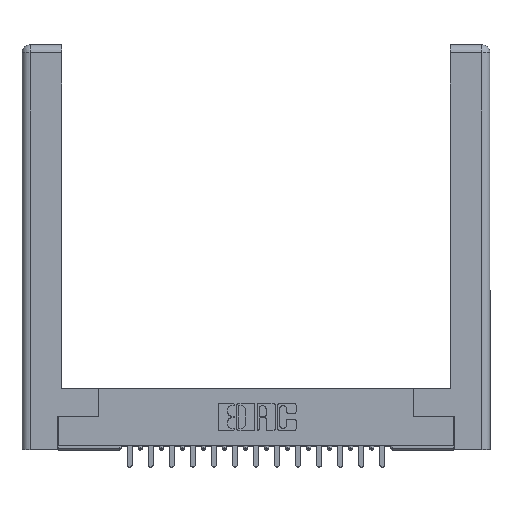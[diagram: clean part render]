
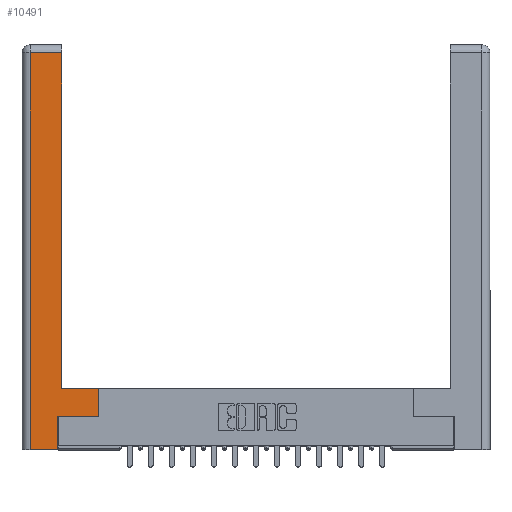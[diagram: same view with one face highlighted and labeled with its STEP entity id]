
A CAD part, top view. The second image highlights one B-rep face of the part: STEP entity #10491.
In plain terms, the highlighted planar face has unit normal (0, 0, 1).
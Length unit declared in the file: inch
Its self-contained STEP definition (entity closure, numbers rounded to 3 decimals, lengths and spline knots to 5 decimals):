
#219 = LINE ( 'NONE', #12959, #4062 ) ;
#386 = CARTESIAN_POINT ( 'NONE',  ( 0.265, 0., 0. ) ) ;
#389 = CARTESIAN_POINT ( 'NONE',  ( 0.0615, 0., 0. ) ) ;
#434 = CARTESIAN_POINT ( 'NONE',  ( 0.295, 0.45, 0. ) ) ;
#601 = LINE ( 'NONE', #11936, #15605 ) ;
#1088 = CARTESIAN_POINT ( 'NONE',  ( 0.565, 0.45, 0. ) ) ;
#1172 = DIRECTION ( 'NONE',  ( 0., 1., 0. ) ) ;
#1530 = LINE ( 'NONE', #389, #10609 ) ;
#1776 = EDGE_CURVE ( 'NONE', #10802, #12905, #17776, .T. ) ;
#2246 = EDGE_LOOP ( 'NONE', ( #13040, #7835, #15115, #2701, #9127, #15525, #13034, #15978 ) ) ;
#2344 = EDGE_CURVE ( 'NONE', #17310, #4103, #12711, .T. ) ;
#2701 = ORIENTED_EDGE ( 'NONE', *, *, #4641, .T. ) ;
#3092 = VECTOR ( 'NONE', #18304, 39.37008 ) ;
#3167 = PLANE ( 'NONE',  #10004 ) ;
#3770 = CARTESIAN_POINT ( 'NONE',  ( 0.0615, 2.94, 0. ) ) ;
#3790 = EDGE_CURVE ( 'NONE', #13163, #3808, #5277, .T. ) ;
#3808 = VERTEX_POINT ( 'NONE', #8463 ) ;
#4028 = VECTOR ( 'NONE', #12494, 39.37008 ) ;
#4062 = VECTOR ( 'NONE', #4958, 39.37008 ) ;
#4103 = VERTEX_POINT ( 'NONE', #434 ) ;
#4641 = EDGE_CURVE ( 'NONE', #6062, #15736, #13211, .T. ) ;
#4958 = DIRECTION ( 'NONE',  ( 0., 1., 0. ) ) ;
#5159 = VECTOR ( 'NONE', #9112, 39.37008 ) ;
#5277 = LINE ( 'NONE', #10993, #4028 ) ;
#5982 = DIRECTION ( 'NONE',  ( 1., 0., 0. ) ) ;
#6062 = VERTEX_POINT ( 'NONE', #17006 ) ;
#6290 = CARTESIAN_POINT ( 'NONE',  ( 0.265, 0.245, 0. ) ) ;
#6895 = EDGE_CURVE ( 'NONE', #4103, #10802, #601, .T. ) ;
#7263 = CARTESIAN_POINT ( 'NONE',  ( 0., 0., 0. ) ) ;
#7835 = ORIENTED_EDGE ( 'NONE', *, *, #1776, .T. ) ;
#8463 = CARTESIAN_POINT ( 'NONE',  ( 0.565, 0.245, 0. ) ) ;
#8778 = DIRECTION ( 'NONE',  ( 0., 0., -1. ) ) ;
#9112 = DIRECTION ( 'NONE',  ( -1., 0., 0. ) ) ;
#9127 = ORIENTED_EDGE ( 'NONE', *, *, #15590, .T. ) ;
#9607 = CARTESIAN_POINT ( 'NONE',  ( 0.0615, 2.94, 0. ) ) ;
#9718 = CARTESIAN_POINT ( 'NONE',  ( 0.295, 0.45, 0. ) ) ;
#10004 = AXIS2_PLACEMENT_3D ( 'NONE', #7263, #8778, #15866 ) ;
#10397 = DIRECTION ( 'NONE',  ( 0., -1., 0. ) ) ;
#10491 = ADVANCED_FACE ( 'NONE', ( #12904 ), #3167, .F. ) ;
#10609 = VECTOR ( 'NONE', #10397, 39.37008 ) ;
#10802 = VERTEX_POINT ( 'NONE', #11108 ) ;
#10993 = CARTESIAN_POINT ( 'NONE',  ( 0.565, 0.245, 0. ) ) ;
#11108 = CARTESIAN_POINT ( 'NONE',  ( 0.295, 2.94, 0. ) ) ;
#11687 = VECTOR ( 'NONE', #1172, 39.37008 ) ;
#11936 = CARTESIAN_POINT ( 'NONE',  ( 0.295, 3., 0. ) ) ;
#12494 = DIRECTION ( 'NONE',  ( 1., 0., 0. ) ) ;
#12711 = LINE ( 'NONE', #9718, #3092 ) ;
#12904 = FACE_OUTER_BOUND ( 'NONE', #2246, .T. ) ;
#12905 = VERTEX_POINT ( 'NONE', #9607 ) ;
#12943 = CARTESIAN_POINT ( 'NONE',  ( 0.565, 0.45, 0. ) ) ;
#12959 = CARTESIAN_POINT ( 'NONE',  ( 0.265, 0.245, 0. ) ) ;
#13034 = ORIENTED_EDGE ( 'NONE', *, *, #14686, .T. ) ;
#13040 = ORIENTED_EDGE ( 'NONE', *, *, #6895, .T. ) ;
#13163 = VERTEX_POINT ( 'NONE', #6290 ) ;
#13211 = LINE ( 'NONE', #386, #15711 ) ;
#13757 = CARTESIAN_POINT ( 'NONE',  ( 0.265, 0., 0. ) ) ;
#13895 = LINE ( 'NONE', #1088, #11687 ) ;
#14686 = EDGE_CURVE ( 'NONE', #3808, #17310, #13895, .T. ) ;
#15115 = ORIENTED_EDGE ( 'NONE', *, *, #17299, .T. ) ;
#15525 = ORIENTED_EDGE ( 'NONE', *, *, #3790, .T. ) ;
#15590 = EDGE_CURVE ( 'NONE', #15736, #13163, #219, .T. ) ;
#15605 = VECTOR ( 'NONE', #17798, 39.37008 ) ;
#15711 = VECTOR ( 'NONE', #5982, 39.37008 ) ;
#15736 = VERTEX_POINT ( 'NONE', #13757 ) ;
#15866 = DIRECTION ( 'NONE',  ( -1., 0., 0. ) ) ;
#15978 = ORIENTED_EDGE ( 'NONE', *, *, #2344, .T. ) ;
#17006 = CARTESIAN_POINT ( 'NONE',  ( 0.0615, 0., 0. ) ) ;
#17299 = EDGE_CURVE ( 'NONE', #12905, #6062, #1530, .T. ) ;
#17310 = VERTEX_POINT ( 'NONE', #12943 ) ;
#17776 = LINE ( 'NONE', #3770, #5159 ) ;
#17798 = DIRECTION ( 'NONE',  ( 0., 1., 0. ) ) ;
#18304 = DIRECTION ( 'NONE',  ( -1., 0., 0. ) ) ;
